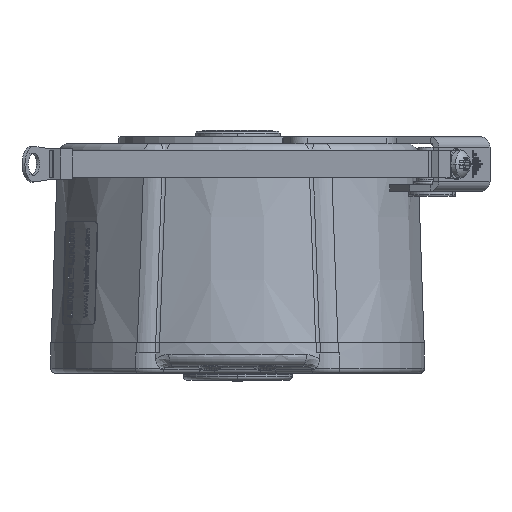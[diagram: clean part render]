
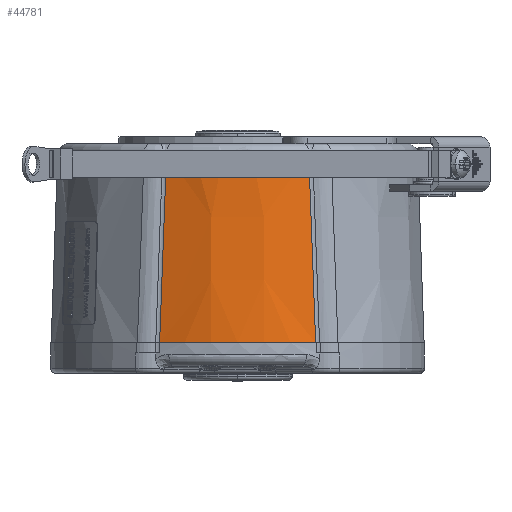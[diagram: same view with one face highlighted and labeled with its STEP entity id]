
A CAD part, front view. The second image highlights one B-rep face of the part: STEP entity #44781.
In plain terms, the highlighted conical face has half-angle 2 degrees and reference radius 51.889 mm.
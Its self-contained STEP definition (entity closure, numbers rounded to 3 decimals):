
#7855=CARTESIAN_POINT('',(0.,0.,-47.2));
#7856=DIRECTION('',(0.,0.,1.));
#7857=DIRECTION('',(-0.434,-0.901,0.));
#7858=AXIS2_PLACEMENT_3D('',#7855,#7856,#7857);
#7860=CARTESIAN_POINT('',(-22.935,-47.626,-47.2));
#7861=CARTESIAN_POINT('',(-22.76,-47.524,
-42.389));
#7862=CARTESIAN_POINT('',(-22.412,-47.321,
-32.854));
#7863=CARTESIAN_POINT('',(-21.897,-47.02,
-18.796));
#7864=CARTESIAN_POINT('',(-21.39,-46.724,
-5.023));
#7865=CARTESIAN_POINT('',(-21.058,-46.53,
3.961));
#7866=CARTESIAN_POINT('',(-20.894,-46.434,
8.405));
#7868=CARTESIAN_POINT('',(0.,0.,8.405));
#7869=DIRECTION('',(0.,0.,1.));
#7870=DIRECTION('',(-0.41,-0.912,0.));
#7871=AXIS2_PLACEMENT_3D('',#7868,#7869,#7870);
#7873=CARTESIAN_POINT('',(20.894,-46.434,8.405));
#7874=CARTESIAN_POINT('',(21.058,-46.53,3.968));
#7875=CARTESIAN_POINT('',(21.39,-46.724,
-5.008));
#7876=CARTESIAN_POINT('',(21.897,-47.02,
-18.79));
#7877=CARTESIAN_POINT('',(22.412,-47.321,
-32.855));
#7878=CARTESIAN_POINT('',(22.76,-47.524,
-42.39));
#7879=CARTESIAN_POINT('',(22.935,-47.626,-47.2));
#7935=CARTESIAN_POINT('',(-20.894,-46.434,
8.405));
#35149=VERTEX_POINT('',#7935);
#35150=CARTESIAN_POINT('',(20.894,-46.434,
8.405));
#35151=VERTEX_POINT('',#35150);
#35781=CARTESIAN_POINT('',(-22.935,-47.626,-47.2));
#35782=CARTESIAN_POINT('',(22.935,-47.626,-47.2));
#35783=VERTEX_POINT('',#35781);
#35784=VERTEX_POINT('',#35782);
#44768=CARTESIAN_POINT('',(0.,0.,-19.398));
#44769=DIRECTION('',(0.,0.,-1.));
#44770=DIRECTION('',(-1.,0.,0.));
#44771=AXIS2_PLACEMENT_3D('',#44768,#44769,#44770);
#44772=CONICAL_SURFACE('',#44771,51.889,2.);
#44773=ORIENTED_EDGE('',*,*,#39508,.F.);
#44775=ORIENTED_EDGE('',*,*,#44774,.T.);
#44777=ORIENTED_EDGE('',*,*,#44776,.T.);
#44778=ORIENTED_EDGE('',*,*,#44760,.T.);
#44779=EDGE_LOOP('',(#44773,#44775,#44777,#44778));
#44780=FACE_OUTER_BOUND('',#44779,.F.);
#7859=CIRCLE('',#7858,52.86);
#7867=B_SPLINE_CURVE_WITH_KNOTS('',3,(#7860,#7861,#7862,#7863,#7864,#7865,
#7866),.UNSPECIFIED.,.F.,.F.,(4,1,1,1,4),(0.,0.25,0.5,0.75,1.),
.UNSPECIFIED.);
#7872=CIRCLE('',#7871,50.919);
#7880=B_SPLINE_CURVE_WITH_KNOTS('',3,(#7873,#7874,#7875,#7876,#7877,#7878,
#7879),.UNSPECIFIED.,.F.,.F.,(4,1,1,1,4),(0.,0.25,0.5,0.75,1.),
.UNSPECIFIED.);
#39508=EDGE_CURVE('',#35783,#35784,#7859,.T.);
#44760=EDGE_CURVE('',#35151,#35784,#7880,.T.);
#44774=EDGE_CURVE('',#35783,#35149,#7867,.T.);
#44776=EDGE_CURVE('',#35149,#35151,#7872,.T.);
#44781=ADVANCED_FACE('',(#44780),#44772,.T.);
